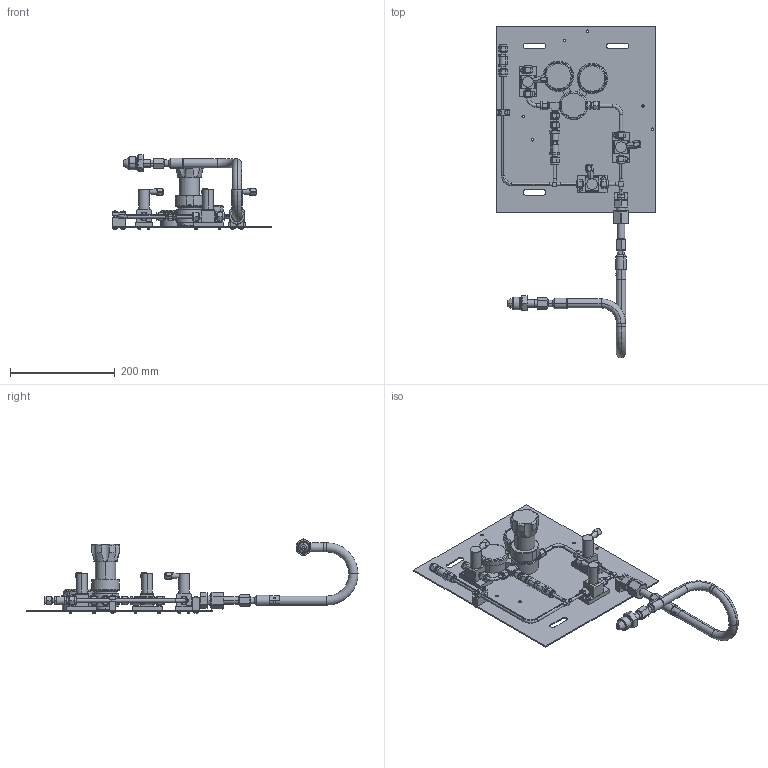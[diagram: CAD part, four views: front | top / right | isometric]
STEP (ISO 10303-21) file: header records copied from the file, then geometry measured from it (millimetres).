
FILE_DESCRIPTION((''),'2;1');
FILE_NAME('MPAN-5310-350-0_ASM','2020-11-03T16:00:09',('CRosado'),('MATHESON TRI-GAS'),'CREO PARAMETRIC BY PTC INC, 2018260','CREO PARAMETRIC BY PTC INC, 2018260','');
FILE_SCHEMA(('CONFIG_CONTROL_DESIGN'));
Length unit declared in the file: inch
Products named in the file (45): MPLA-1061-UE; MSPA-0031-AB; MVLV-0792-SA; MVLV-0792-HANDLE; MVLV-0792-PORT; MVLV-0792-SA_AF11_ASM; MVLV-0792-SA_AF12_ASM; MVLV-0792-SA_AF13_ASM; MTEE-0206-SA; MADP-0084-SA; MMOD-4828-SA_B0001; MMOD-4828-SA_B0002; MMOD-4828-SA_ASM; MBLO-0119-AB; MMOD-4825-SA_B0001; MMOD-4825-SA_B0002; MMOD-4825-SA_B0003; MMOD-4825-SA_ASM; MVLV-0907-SA; MTEE-0077-SA; SOLID1-21; MREG-5405-SA_A_ASM; MREG-5405-1; MREG-5405-HANDLE; MREG-5405-SA_ASM; MGAG-0002-SA; MGAG-0083-SA; MBLO-0117-AB; MVLV-0405-SA; MCON-0070-SA; MSCR-0169-SZ; MPAN-5310-350_TUBE9; MPAN-5310-350-00001; MPAN-5310-350-00002; MBUS-0274-SA; MCNN-0253-SA; MHSE-0203-END; MHSE-0203-FLEX001_AF4; MHSE-0203-FLEX_AF6_ASM; MHSE-0203-LABEL ...
Assembly tree (68 placements, depth 4):
  MPAN-5310-350-0_ASM
    MPLA-1061-UE
    MSPA-0031-AB  x3
    MVLV-0792-SA_AF11_ASM
      MVLV-0792-SA
      MVLV-0792-HANDLE
      MVLV-0792-PORT  x2
    MVLV-0792-SA_AF12_ASM
      MVLV-0792-SA
      MVLV-0792-HANDLE
      MVLV-0792-PORT  x2
    MVLV-0792-SA_AF13_ASM
      MVLV-0792-SA
      MVLV-0792-HANDLE
      MVLV-0792-PORT  x2
    MMOD-4828-SA_ASM
      MTEE-0206-SA
      MADP-0084-SA
      MMOD-4828-SA_B0001
      MMOD-4828-SA_B0002
    MBLO-0119-AB
    MMOD-4825-SA_ASM
      MTEE-0206-SA
      MMOD-4825-SA_B0001
      MMOD-4825-SA_B0002
      MMOD-4825-SA_B0003
    MVLV-0907-SA
    MTEE-0077-SA
    MREG-5405-SA_ASM
      MREG-5405-SA_A_ASM
        SOLID1-21
      MREG-5405-1
      MREG-5405-HANDLE
    MGAG-0002-SA
    MGAG-0083-SA
    MBLO-0117-AB
    MVLV-0405-SA
    MCON-0070-SA
    MSCR-0169-SZ  x12
    MPAN-5310-350_TUBE9
    MPAN-5310-350-00001
    MPAN-5310-350-00002
    MBUS-0274-SA
    MCNN-0253-SA
    MHSE-0203-SA_AF1_ASM
      MHSE-0203-END  x2
      MHSE-0203-FLEX_AF6_ASM
        MHSE-0203-FLEX001_AF4
      MHSE-0203-LABEL
    MCNN-0753-SA_ASM
      MNIP-0264-SA_1
      MNUT-0219-SA
Bounding box: 304.8 x 633.37 x 142.35 mm (x, y, z)
Volume: 931484.5 mm3; surface area: 473892.8 mm2
Topology: 59 solids, 75 shells, 1952 faces, 4487 edges, 2766 vertices
Faces by surface type: cone 631, cylinder 586, plane 568, torus 112, sphere 29, bspline 26
Entity records: 42774 total; most frequent: CARTESIAN_POINT 9811, DIRECTION 7304, ORIENTED_EDGE 6284, EDGE_CURVE 3174, AXIS2_PLACEMENT_3D 3055, VERTEX_POINT 1956, EDGE_LOOP 1562, CIRCLE 1545
